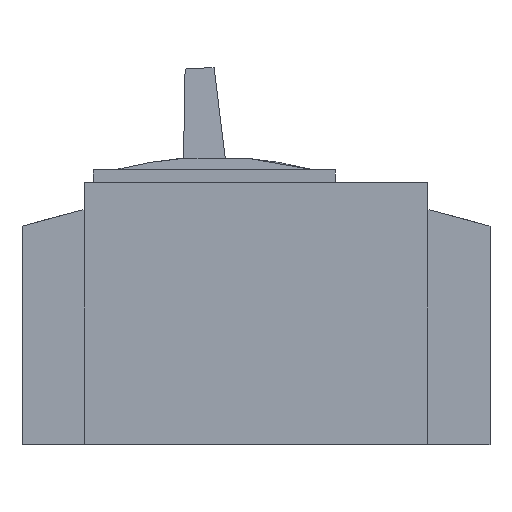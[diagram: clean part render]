
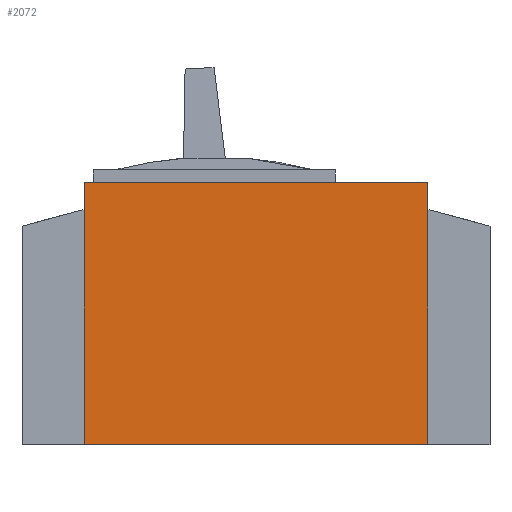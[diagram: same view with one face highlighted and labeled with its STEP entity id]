
A CAD part, left-side view. The second image highlights one B-rep face of the part: STEP entity #2072.
In plain terms, the highlighted planar face has unit normal (-1, 0, 0).
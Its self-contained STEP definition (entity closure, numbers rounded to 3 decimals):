
#65=PLANE('',#2231);
#166=LINE('',#2972,#408);
#167=LINE('',#2975,#409);
#168=LINE('',#2977,#410);
#169=LINE('',#2979,#411);
#408=VECTOR('',#2406,1000.);
#409=VECTOR('',#2407,1000.);
#410=VECTOR('',#2408,1000.);
#411=VECTOR('',#2409,1000.);
#654=ORIENTED_EDGE('',*,*,#1222,.T.);
#655=ORIENTED_EDGE('',*,*,#1223,.F.);
#656=ORIENTED_EDGE('',*,*,#1224,.F.);
#657=ORIENTED_EDGE('',*,*,#1225,.T.);
#1222=EDGE_CURVE('',#1506,#1507,#166,.T.);
#1223=EDGE_CURVE('',#1508,#1507,#167,.T.);
#1224=EDGE_CURVE('',#1509,#1508,#168,.T.);
#1225=EDGE_CURVE('',#1509,#1506,#169,.T.);
#1506=VERTEX_POINT('',#2973);
#1507=VERTEX_POINT('',#2974);
#1508=VERTEX_POINT('',#2976);
#1509=VERTEX_POINT('',#2978);
#1707=EDGE_LOOP('',(#654,#655,#656,#657));
#1879=FACE_BOUND('',#1707,.T.);
#2072=ADVANCED_FACE('',(#1879),#65,.F.);
#2231=AXIS2_PLACEMENT_3D('',#2971,#2404,#2405);
#2404=DIRECTION('',(1.,0.,0.));
#2405=DIRECTION('',(0.,0.,-1.));
#2406=DIRECTION('',(0.,-1.,0.));
#2407=DIRECTION('',(0.,0.,-1.));
#2408=DIRECTION('',(0.,-1.,0.));
#2409=DIRECTION('',(0.,0.,-1.));
#2971=CARTESIAN_POINT('',(0.,67.5,103.));
#2972=CARTESIAN_POINT('',(0.,67.5,0.));
#2973=CARTESIAN_POINT('',(0.,67.5,0.));
#2974=CARTESIAN_POINT('',(0.,-67.5,0.));
#2975=CARTESIAN_POINT('',(0.,-67.5,103.));
#2976=CARTESIAN_POINT('',(0.,-67.5,103.));
#2977=CARTESIAN_POINT('',(0.,67.5,103.));
#2978=CARTESIAN_POINT('',(0.,67.5,103.));
#2979=CARTESIAN_POINT('',(0.,67.5,103.));
